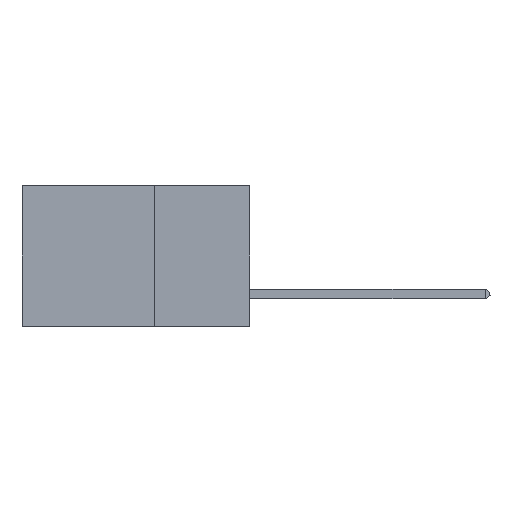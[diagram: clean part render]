
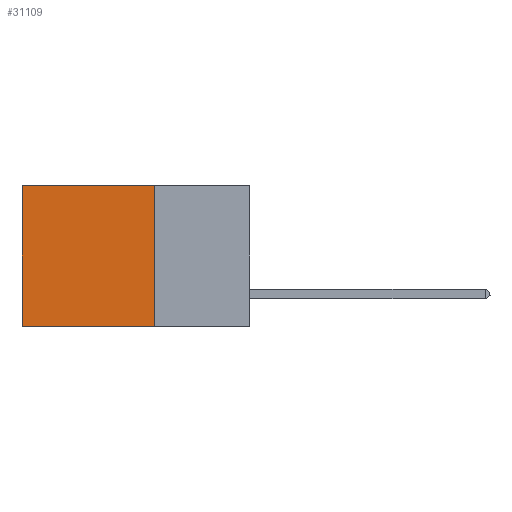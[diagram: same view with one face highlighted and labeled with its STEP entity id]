
A CAD part, left-side view. The second image highlights one B-rep face of the part: STEP entity #31109.
In plain terms, the highlighted planar face has unit normal (-1, 0, 0).
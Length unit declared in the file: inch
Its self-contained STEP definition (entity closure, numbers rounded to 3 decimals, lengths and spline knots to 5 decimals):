
#6739 = EDGE_CURVE ( 'NONE', #10884, #38649, #29942, .T. ) ;
#8611 = ORIENTED_EDGE ( 'NONE', *, *, #6739, .F. ) ;
#8800 = VECTOR ( 'NONE', #20241, 39.37008 ) ;
#10204 = CARTESIAN_POINT ( 'NONE',  ( 0.2875, 0.25, -0.37 ) ) ;
#10884 = VERTEX_POINT ( 'NONE', #18071 ) ;
#11821 = VERTEX_POINT ( 'NONE', #23474 ) ;
#13049 = CARTESIAN_POINT ( 'NONE',  ( 0.2875, 0.25, 0. ) ) ;
#13363 = VERTEX_POINT ( 'NONE', #13049 ) ;
#13411 = LINE ( 'NONE', #16298, #39376 ) ;
#14167 = EDGE_LOOP ( 'NONE', ( #40049, #8611, #26211, #17612 ) ) ;
#14770 = CARTESIAN_POINT ( 'NONE',  ( 0.2875, 0.25, 0. ) ) ;
#16298 = CARTESIAN_POINT ( 'NONE',  ( 0.2875, 0.25, 0. ) ) ;
#17612 = ORIENTED_EDGE ( 'NONE', *, *, #28014, .T. ) ;
#18071 = CARTESIAN_POINT ( 'NONE',  ( 0.2875, 0.25, -0.37 ) ) ;
#18204 = LINE ( 'NONE', #26984, #8800 ) ;
#18448 = DIRECTION ( 'NONE',  ( 0., 0., -1. ) ) ;
#19753 = CARTESIAN_POINT ( 'NONE',  ( 0.2875, 0.6, -0.37 ) ) ;
#20241 = DIRECTION ( 'NONE',  ( 0., 0., -1. ) ) ;
#23474 = CARTESIAN_POINT ( 'NONE',  ( 0.2875, 0.6, 0. ) ) ;
#24318 = EDGE_CURVE ( 'NONE', #11821, #38649, #33721, .T. ) ;
#24686 = DIRECTION ( 'NONE',  ( 0., 1., 0. ) ) ;
#26190 = DIRECTION ( 'NONE',  ( 0., 1., 0. ) ) ;
#26211 = ORIENTED_EDGE ( 'NONE', *, *, #33782, .F. ) ;
#26984 = CARTESIAN_POINT ( 'NONE',  ( 0.2875, 0.25, 0. ) ) ;
#28014 = EDGE_CURVE ( 'NONE', #13363, #11821, #13411, .T. ) ;
#28189 = VECTOR ( 'NONE', #32641, 39.37008 ) ;
#29066 = CARTESIAN_POINT ( 'NONE',  ( 0.2875, 0.6, 0. ) ) ;
#29942 = LINE ( 'NONE', #10204, #36614 ) ;
#30680 = FACE_OUTER_BOUND ( 'NONE', #14167, .T. ) ;
#31109 = ADVANCED_FACE ( 'NONE', ( #30680 ), #43471, .F. ) ;
#32641 = DIRECTION ( 'NONE',  ( 0., 0., -1. ) ) ;
#33721 = LINE ( 'NONE', #29066, #28189 ) ;
#33782 = EDGE_CURVE ( 'NONE', #13363, #10884, #18204, .T. ) ;
#36070 = DIRECTION ( 'NONE',  ( 1., 0., 0. ) ) ;
#36614 = VECTOR ( 'NONE', #24686, 39.37008 ) ;
#38585 = AXIS2_PLACEMENT_3D ( 'NONE', #14770, #36070, #18448 ) ;
#38649 = VERTEX_POINT ( 'NONE', #19753 ) ;
#39376 = VECTOR ( 'NONE', #26190, 39.37008 ) ;
#40049 = ORIENTED_EDGE ( 'NONE', *, *, #24318, .T. ) ;
#43471 = PLANE ( 'NONE',  #38585 ) ;
